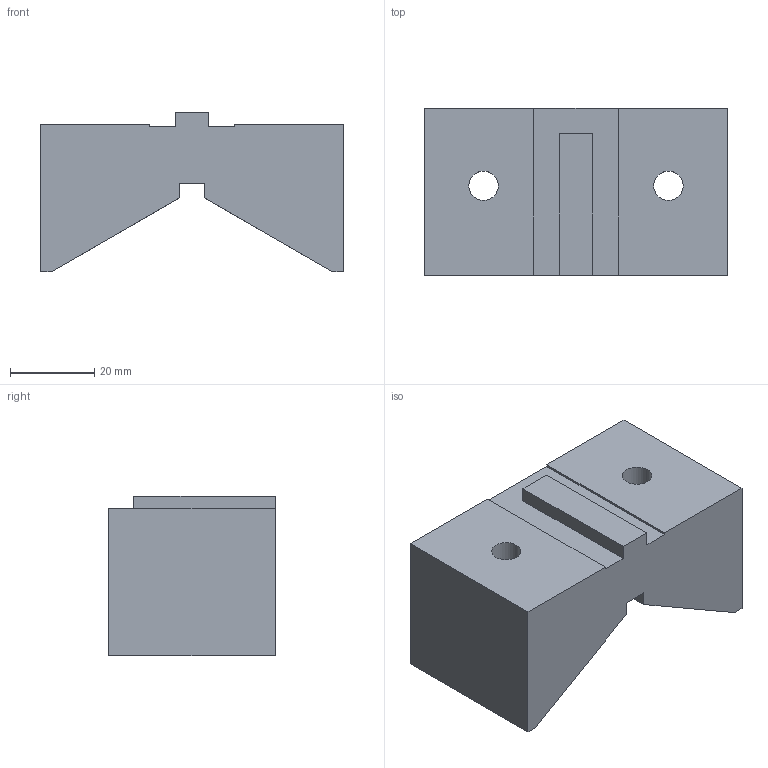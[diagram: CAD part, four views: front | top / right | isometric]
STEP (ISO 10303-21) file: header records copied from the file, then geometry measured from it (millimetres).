
FILE_DESCRIPTION( ( 'Unknown' ), '1' );
FILE_NAME( 'SVF-S03-72.stp', 'Unknown', ( 'Unknown' ), ( 'Unknown' ), 'PSStep 17.0.49', 'Unknown', ' ' );
FILE_SCHEMA( ( 'AUTOMOTIVE_DESIGN { 1 0 10303 214 1 1 1 1 }' ) );
Length unit declared in the file: millimetre
Products named in the file (1): 1
Bounding box: 72 x 39.7 x 38 mm (x, y, z)
Volume: 70225.6 mm3; surface area: 14639.5 mm2
Topology: 1 solids, 1 shells, 26 faces, 70 edges, 48 vertices
Faces by surface type: plane 22, cylinder 4
Full cylindrical faces by diameter (mm): 7 x2, 11 x2
Entity records: 990 total; most frequent: CARTESIAN_POINT 133, DIRECTION 124, ORIENTED_EDGE 124, EDGE_CURVE 62, LINE 54, VECTOR 54, VERTEX_POINT 44, EDGE_LOOP 36
